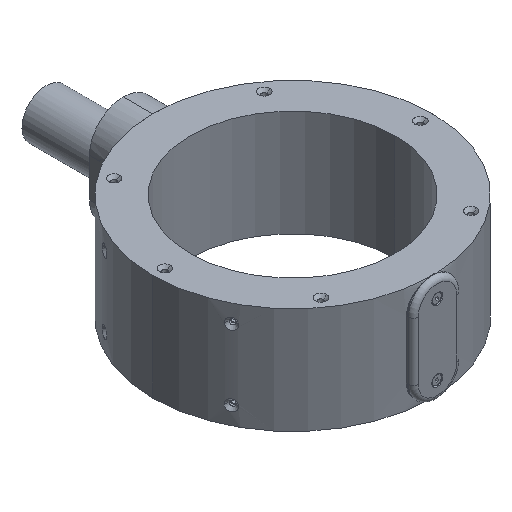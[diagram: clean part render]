
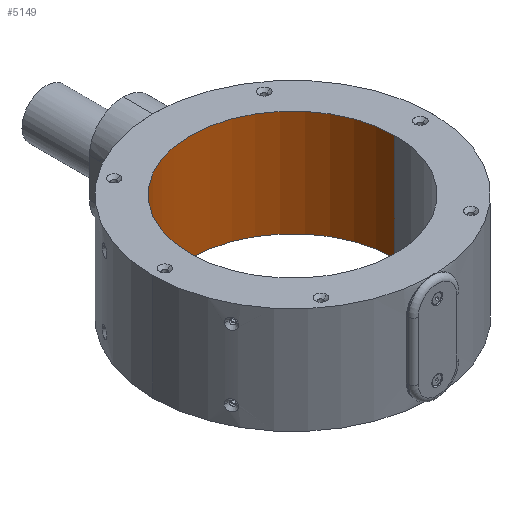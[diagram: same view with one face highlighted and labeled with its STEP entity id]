
A CAD part, isometric view. The second image highlights one B-rep face of the part: STEP entity #5149.
In plain terms, the highlighted cylindrical face has radius 106 mm (diameter 212 mm), a partial arc.
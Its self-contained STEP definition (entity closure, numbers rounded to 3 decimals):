
#4306 = VECTOR ( 'NONE', #8664, 1000. ) ;
#4720 = VERTEX_POINT ( 'NONE', #11368 ) ;
#5149 = ADVANCED_FACE ( 'NONE', ( #17981 ), #19127, .F. ) ;
#5199 = CARTESIAN_POINT ( 'NONE',  ( 106., 0., -55.03 ) ) ;
#5266 = DIRECTION ( 'NONE',  ( 0., 0., -1. ) ) ;
#5537 = VERTEX_POINT ( 'NONE', #5199 ) ;
#5734 = CARTESIAN_POINT ( 'NONE',  ( 0., 0., -55.03 ) ) ;
#6292 = EDGE_CURVE ( 'NONE', #13706, #4720, #12299, .T. ) ;
#6481 = EDGE_CURVE ( 'NONE', #14770, #5537, #18610, .T. ) ;
#6817 = ORIENTED_EDGE ( 'NONE', *, *, #12694, .F. ) ;
#8420 = EDGE_CURVE ( 'NONE', #13706, #14770, #19933, .T. ) ;
#8664 = DIRECTION ( 'NONE',  ( 0., 0., -1. ) ) ;
#9648 = VECTOR ( 'NONE', #9838, 1000. ) ;
#9838 = DIRECTION ( 'NONE',  ( 0., 0., -1. ) ) ;
#10228 = DIRECTION ( 'NONE',  ( -1., 0., 0. ) ) ;
#11368 = CARTESIAN_POINT ( 'NONE',  ( 106., 0., 55.03 ) ) ;
#11570 = ORIENTED_EDGE ( 'NONE', *, *, #6481, .T. ) ;
#12126 = DIRECTION ( 'NONE',  ( 0., 0., -1. ) ) ;
#12299 = CIRCLE ( 'NONE', #18948, 106. ) ;
#12694 = EDGE_CURVE ( 'NONE', #4720, #5537, #17678, .T. ) ;
#13706 = VERTEX_POINT ( 'NONE', #18036 ) ;
#14570 = AXIS2_PLACEMENT_3D ( 'NONE', #17672, #17778, #19439 ) ;
#14770 = VERTEX_POINT ( 'NONE', #19706 ) ;
#16150 = ORIENTED_EDGE ( 'NONE', *, *, #6292, .F. ) ;
#16325 = EDGE_LOOP ( 'NONE', ( #6817, #16150, #18319, #11570 ) ) ;
#16478 = CARTESIAN_POINT ( 'NONE',  ( 0., 0., 55.03 ) ) ;
#17672 = CARTESIAN_POINT ( 'NONE',  ( 0., 0., 465.152 ) ) ;
#17678 = LINE ( 'NONE', #19131, #9648 ) ;
#17778 = DIRECTION ( 'NONE',  ( 0., 0., -1. ) ) ;
#17981 = FACE_OUTER_BOUND ( 'NONE', #16325, .T. ) ;
#18036 = CARTESIAN_POINT ( 'NONE',  ( -106., 0., 55.03 ) ) ;
#18290 = AXIS2_PLACEMENT_3D ( 'NONE', #5734, #12126, #10228 ) ;
#18319 = ORIENTED_EDGE ( 'NONE', *, *, #8420, .T. ) ;
#18334 = DIRECTION ( 'NONE',  ( 1., 0., 0. ) ) ;
#18610 = CIRCLE ( 'NONE', #18290, 106. ) ;
#18948 = AXIS2_PLACEMENT_3D ( 'NONE', #16478, #5266, #18334 ) ;
#19127 = CYLINDRICAL_SURFACE ( 'NONE', #14570, 106. ) ;
#19131 = CARTESIAN_POINT ( 'NONE',  ( 106., 0., 465.152 ) ) ;
#19439 = DIRECTION ( 'NONE',  ( -1., 0., 0. ) ) ;
#19706 = CARTESIAN_POINT ( 'NONE',  ( -106., 0., -55.03 ) ) ;
#19738 = CARTESIAN_POINT ( 'NONE',  ( -106., 0., 465.152 ) ) ;
#19933 = LINE ( 'NONE', #19738, #4306 ) ;
